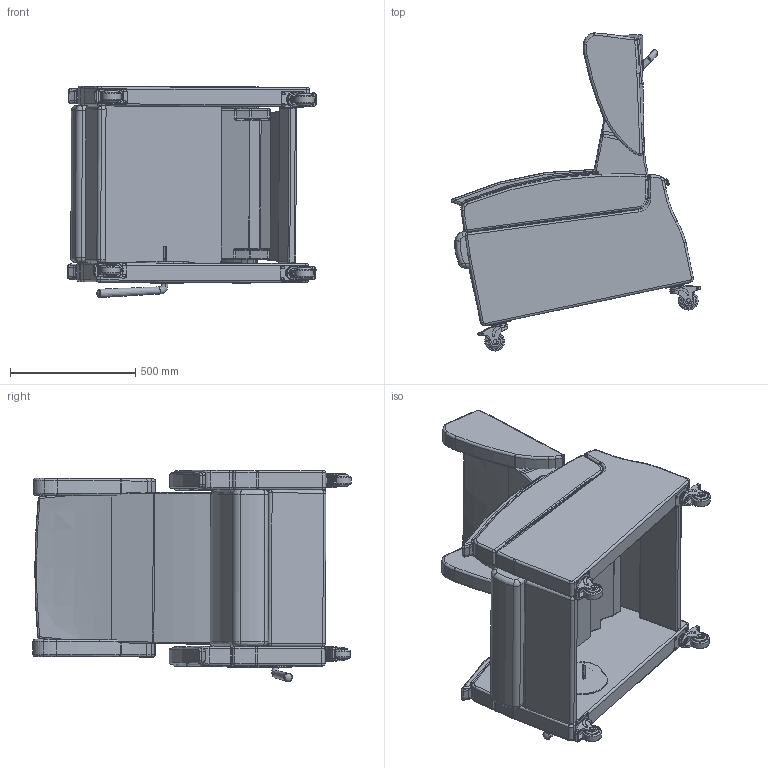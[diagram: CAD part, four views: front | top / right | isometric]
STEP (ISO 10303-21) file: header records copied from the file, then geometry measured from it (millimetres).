
FILE_DESCRIPTION(/* description */ (''),/* implementation_level */ '2;1');
FILE_NAME(/* name */ 'E2162U.stp',/* time_stamp */ '2017-09-15T12:33:47-04:00',/* author */ ('emehringer'),/* organization */ (''),/* preprocessor_version */ 'ST-DEVELOPER v16.5',/* originating_system */ 'Autodesk Inventor 2017',/* authorisation */ '');
FILE_SCHEMA (('AUTOMOTIVE_DESIGN { 1 0 10303 214 3 1 1 }'));
Products named in the file (39): E2162U-W-J (SYMBOL); UBACK 2010; UBACK 2010_1; UPHOLSTERED WING-1; 4000 USEAT; 4000 UKO; BEZEL-1 BLK; HDL 3062 BLK; 7000-2 CON PLT; PB3; PUSH BAR 17.625; PUSH BAR 17.625_1; PUSH BAR 17.625 right side; 1420X1.5 PSHPB; 4000 UKP; E4117U BACK FLAP; E1067-1 LARM R; FD400-2 R; E1067-1 LARM L; FD400-2 L; CAST COL 4inSLB; _NG-03AMP-125-TL-TP01_fork; _TP01_Next Generation Series_0; _NG-03QDP-125-SW-TP01_rivet; _NG-03AMP-125-TL-TP01_wheel_core; _NG-03AMP-125-TL-TP01_wheel_tread; _NG-03AMP-125-TL-TP01_wheel_guard; _NG-03AMP-125-TL-TP01_wheel_tguard; _NG-03AMP-125-TL-TP01_cap; HINGE 22 NEW (closed); HINGE 22 NEW; HINGE 22 NEW PIN; Knob and spring; PLT 1060 LO M; 6X1 FP DT Z; MAC R1010; MAC R1010_1; MAC R1010 (metal); CABLE LEVER
Assembly tree (53 placements, depth 5):
  E2162U-W-J (SYMBOL)
    UBACK 2010
      UBACK 2010_1
      UPHOLSTERED WING-1  x2
      PB3
        PUSH BAR 17.625
          PUSH BAR 17.625_1
          PUSH BAR 17.625 right side
        1420X1.5 PSHPB  x2
    4000 USEAT
    4000 UKO
    BEZEL-1 BLK
    HDL 3062 BLK
    7000-2 CON PLT
    PB3
      PUSH BAR 17.625
        PUSH BAR 17.625_1
        PUSH BAR 17.625 right side
      1420X1.5 PSHPB  x2
    4000 UKP
    E4117U BACK FLAP
    E1067-1 LARM R
    FD400-2 R
    E1067-1 LARM L
    FD400-2 L
    CAST COL 4inSLB  x4
      _NG-03AMP-125-TL-TP01_fork
      _TP01_Next Generation Series_0
      _NG-03QDP-125-SW-TP01_rivet
      _NG-03AMP-125-TL-TP01_wheel_core
      _NG-03AMP-125-TL-TP01_wheel_tread
      _NG-03AMP-125-TL-TP01_wheel_guard
      _NG-03AMP-125-TL-TP01_wheel_tguard
      _NG-03AMP-125-TL-TP01_cap
    HINGE 22 NEW (closed)  x2
      HINGE 22 NEW
      HINGE 22 NEW PIN
    Knob and spring  x2
    6X1 FP DT Z  x4
    PLT 1060 LO M  x2
    MAC R1010  x2
      MAC R1010_1
      MAC R1010 (metal)
    CABLE LEVER
Bounding box: 994.55 x 1268.65 x 842.33 mm (x, y, z)
Volume: 197662625.2 mm3; surface area: 7418496 mm2
Topology: 77 solids, 307 shells, 2937 faces, 7992 edges, 5363 vertices
Faces by surface type: plane 1142, cylinder 1128, torus 310, cone 154, bspline 152, sphere 51
Full cylindrical faces by diameter (mm): 2.794 x2, 3.505 x4, 3.969 x8, 6.198 x4, 6.35 x5, 7.938 x4, 9.525 x2, 11.112 x8, 11.989 x4, 12.497 x4, 12.7 x2, 14.877 x4, 15.062 x4, 15.24 x8, 19.05 x6, 19.075 x6, 23.812 x2, 25.4 x4, 30.162 x2, 38.049 x4, 44.298 x4, 52.273 x4, 55.372 x8, 57.15 x8, 76.2 x4
Entity records: 66611 total; most frequent: CARTESIAN_POINT 30102, DIRECTION 7532, ORIENTED_EDGE 6922, EDGE_CURVE 3727, AXIS2_PLACEMENT_3D 2930, VERTEX_POINT 2522, LINE 1672, VECTOR 1672
